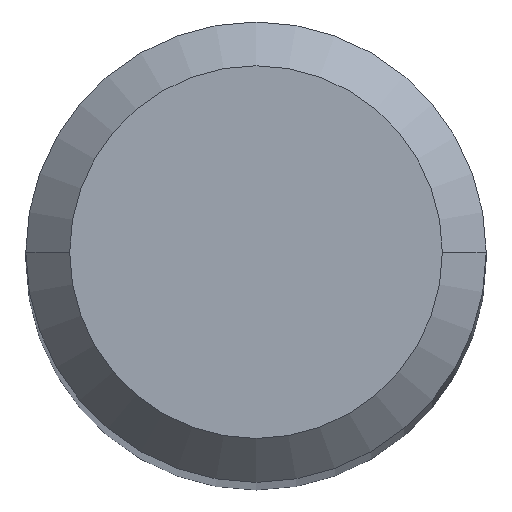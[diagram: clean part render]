
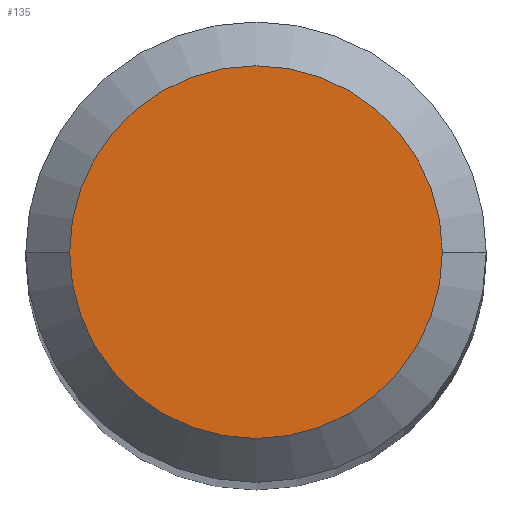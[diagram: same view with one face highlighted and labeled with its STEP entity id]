
A CAD part, top view. The second image highlights one B-rep face of the part: STEP entity #135.
In plain terms, the highlighted planar face has unit normal (0, 0, 1).
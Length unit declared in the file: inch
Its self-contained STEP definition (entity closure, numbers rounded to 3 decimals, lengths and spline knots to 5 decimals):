
#6 = CARTESIAN_POINT ( 'NONE',  ( 0., 0., 1.9685 ) ) ;
#30 = EDGE_CURVE ( 'NONE', #236, #86, #50, .T. ) ;
#33 = PLANE ( 'NONE',  #210 ) ;
#46 = CARTESIAN_POINT ( 'NONE',  ( 0., 0., 1.9685 ) ) ;
#50 = CIRCLE ( 'NONE', #124, 0.06374 ) ;
#57 = FACE_OUTER_BOUND ( 'NONE', #144, .T. ) ;
#59 = DIRECTION ( 'NONE',  ( 1., 0., 0. ) ) ;
#79 = AXIS2_PLACEMENT_3D ( 'NONE', #6, #168, #262 ) ;
#86 = VERTEX_POINT ( 'NONE', #224 ) ;
#107 = EDGE_CURVE ( 'NONE', #86, #236, #159, .T. ) ;
#110 = CARTESIAN_POINT ( 'NONE',  ( -0.06374, 0., 1.9685 ) ) ;
#121 = DIRECTION ( 'NONE',  ( 1., 0., 0. ) ) ;
#124 = AXIS2_PLACEMENT_3D ( 'NONE', #46, #142, #121 ) ;
#127 = CARTESIAN_POINT ( 'NONE',  ( 0., 0., 1.9685 ) ) ;
#128 = DIRECTION ( 'NONE',  ( 0., 0., 1. ) ) ;
#135 = ADVANCED_FACE ( 'NONE', ( #57 ), #33, .T. ) ;
#142 = DIRECTION ( 'NONE',  ( 0., 0., 1. ) ) ;
#144 = EDGE_LOOP ( 'NONE', ( #296, #187 ) ) ;
#159 = CIRCLE ( 'NONE', #79, 0.06374 ) ;
#168 = DIRECTION ( 'NONE',  ( 0., 0., 1. ) ) ;
#187 = ORIENTED_EDGE ( 'NONE', *, *, #107, .T. ) ;
#210 = AXIS2_PLACEMENT_3D ( 'NONE', #127, #128, #59 ) ;
#224 = CARTESIAN_POINT ( 'NONE',  ( 0.06374, 0., 1.9685 ) ) ;
#236 = VERTEX_POINT ( 'NONE', #110 ) ;
#262 = DIRECTION ( 'NONE',  ( 1., 0., 0. ) ) ;
#296 = ORIENTED_EDGE ( 'NONE', *, *, #30, .T. ) ;
